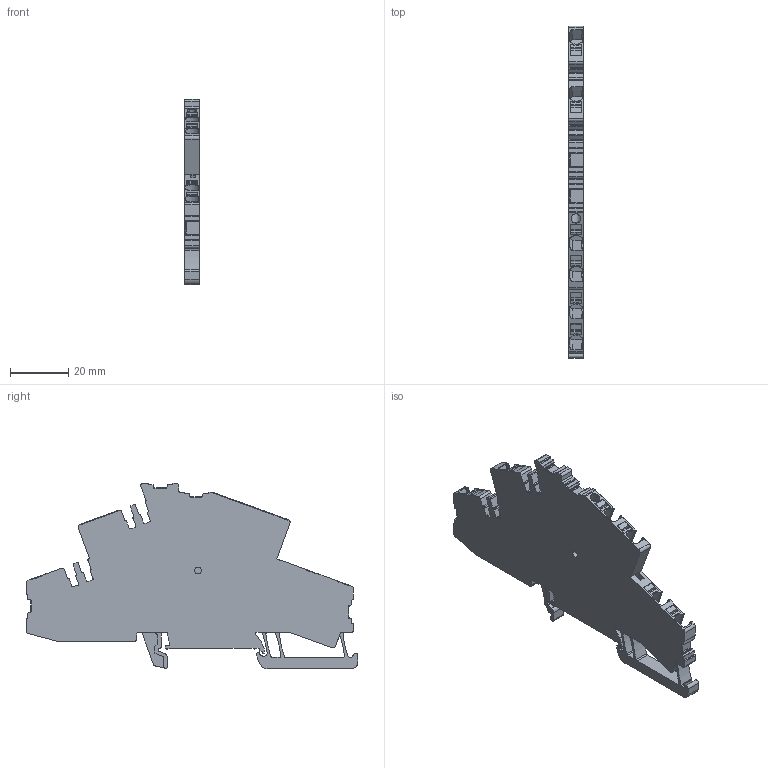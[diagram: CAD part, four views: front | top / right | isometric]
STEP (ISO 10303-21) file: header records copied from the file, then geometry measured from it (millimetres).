
FILE_DESCRIPTION(('CATIA V5 STEP Exchange','CAx-IF Rec.Pracs.--- Model Styling and Organization---1.4--- 2014-01-23'),'2;1');
FILE_NAME ('D1463089_1', '2022-12-06T13:09:42+00:00', ('none'), ('Weidmueller'), 'CATIA Version 5-6 Release 2016 SP3 HF44', 'CATIA V5 STEP AP214', 'none');
FILE_SCHEMA(('AUTOMOTIVE_DESIGN { 1 0 10303 214 1 1 1 1 }'));
Length unit declared in the file: millimetre
Products named in the file (1): 2531310000
Bounding box: 5.1 x 114.17 x 63.75 mm (x, y, z)
Volume: 20199.7 mm3; surface area: 15486.7 mm2
Topology: 9 solids, 9 shells, 855 faces, 2450 edges, 1620 vertices
Faces by surface type: plane 480, cylinder 336, extrusion 21, torus 15, sphere 3
Entity records: 28028 total; most frequent: CARTESIAN_POINT 5876, ORIENTED_EDGE 4894, DIRECTION 3581, EDGE_CURVE 2447, VECTOR 1692, LINE 1671, VERTEX_POINT 1620, AXIS2_PLACEMENT_3D 1259
